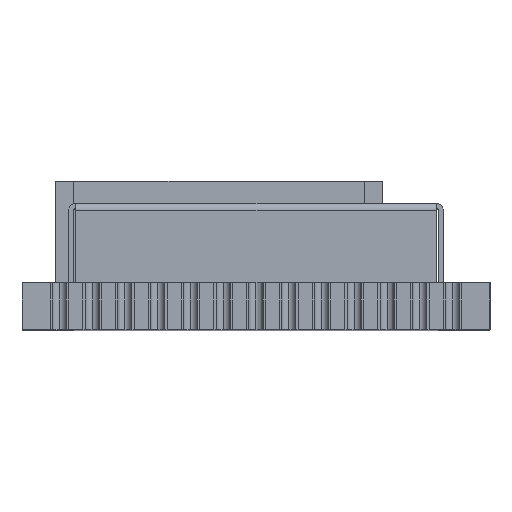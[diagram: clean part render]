
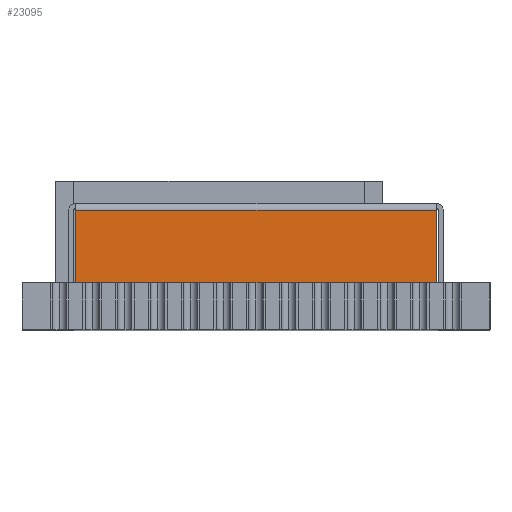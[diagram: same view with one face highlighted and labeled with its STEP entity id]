
A CAD part, top view. The second image highlights one B-rep face of the part: STEP entity #23095.
In plain terms, the highlighted planar face has unit normal (0, 0, 1).
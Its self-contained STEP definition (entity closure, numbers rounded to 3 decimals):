
#81 = DIRECTION ( 'NONE',  ( 0., -1., 0. ) ) ;
#707 = CARTESIAN_POINT ( 'NONE',  ( -3.85, 1., 8. ) ) ;
#1139 = VECTOR ( 'NONE', #9700, 1000. ) ;
#1266 = FACE_OUTER_BOUND ( 'NONE', #6393, .T. ) ;
#2147 = VECTOR ( 'NONE', #81, 1000. ) ;
#2378 = LINE ( 'NONE', #8773, #9691 ) ;
#2438 = DIRECTION ( 'NONE',  ( -1., 0., 0. ) ) ;
#3139 = ORIENTED_EDGE ( 'NONE', *, *, #7549, .T. ) ;
#3637 = VERTEX_POINT ( 'NONE', #707 ) ;
#3850 = LINE ( 'NONE', #10811, #5806 ) ;
#4844 = ORIENTED_EDGE ( 'NONE', *, *, #6229, .T. ) ;
#5806 = VECTOR ( 'NONE', #7511, 1000. ) ;
#6063 = CARTESIAN_POINT ( 'NONE',  ( -3.85, 21.006, 8. ) ) ;
#6229 = EDGE_CURVE ( 'NONE', #17487, #12310, #3850, .T. ) ;
#6393 = EDGE_LOOP ( 'NONE', ( #19648, #4844, #19805, #3139 ) ) ;
#7511 = DIRECTION ( 'NONE',  ( -1., 0., 0. ) ) ;
#7549 = EDGE_CURVE ( 'NONE', #3637, #14509, #2378, .T. ) ;
#8275 = EDGE_CURVE ( 'NONE', #12310, #3637, #15434, .T. ) ;
#8455 = CARTESIAN_POINT ( 'NONE',  ( 3.85, 21.006, 8. ) ) ;
#8773 = CARTESIAN_POINT ( 'NONE',  ( -3.85, 1., 8. ) ) ;
#9602 = CARTESIAN_POINT ( 'NONE',  ( -3.85, 21.006, 8. ) ) ;
#9691 = VECTOR ( 'NONE', #21285, 1000. ) ;
#9700 = DIRECTION ( 'NONE',  ( 0., -1., 0. ) ) ;
#9749 = PLANE ( 'NONE',  #15615 ) ;
#10811 = CARTESIAN_POINT ( 'NONE',  ( -3.85, 2.55, 8. ) ) ;
#11376 = DIRECTION ( 'NONE',  ( 0., 0., -1. ) ) ;
#12310 = VERTEX_POINT ( 'NONE', #14530 ) ;
#12889 = CARTESIAN_POINT ( 'NONE',  ( 3.85, 1., 8. ) ) ;
#14509 = VERTEX_POINT ( 'NONE', #12889 ) ;
#14530 = CARTESIAN_POINT ( 'NONE',  ( -3.85, 2.55, 8. ) ) ;
#15434 = LINE ( 'NONE', #6063, #1139 ) ;
#15615 = AXIS2_PLACEMENT_3D ( 'NONE', #9602, #11376, #2438 ) ;
#17487 = VERTEX_POINT ( 'NONE', #22186 ) ;
#19648 = ORIENTED_EDGE ( 'NONE', *, *, #22087, .F. ) ;
#19805 = ORIENTED_EDGE ( 'NONE', *, *, #8275, .T. ) ;
#21285 = DIRECTION ( 'NONE',  ( 1., 0., 0. ) ) ;
#21744 = LINE ( 'NONE', #8455, #2147 ) ;
#22087 = EDGE_CURVE ( 'NONE', #17487, #14509, #21744, .T. ) ;
#22186 = CARTESIAN_POINT ( 'NONE',  ( 3.85, 2.55, 8. ) ) ;
#23095 = ADVANCED_FACE ( 'NONE', ( #1266 ), #9749, .F. ) ;
